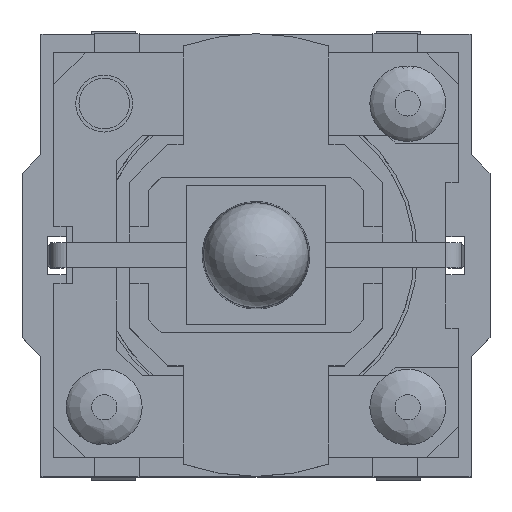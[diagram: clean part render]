
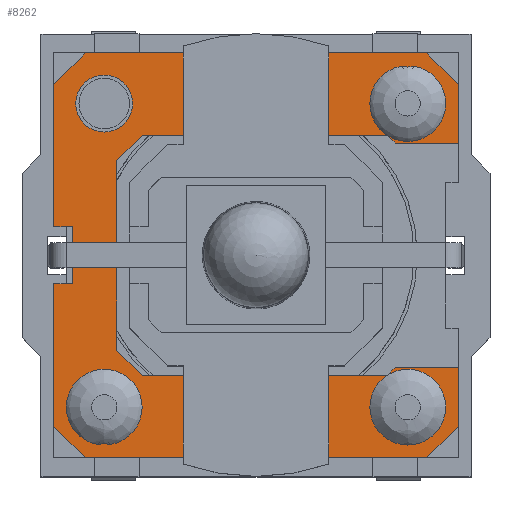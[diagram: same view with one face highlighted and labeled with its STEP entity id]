
A CAD part, top view. The second image highlights one B-rep face of the part: STEP entity #8262.
In plain terms, the highlighted planar face has unit normal (0, 0, 1).
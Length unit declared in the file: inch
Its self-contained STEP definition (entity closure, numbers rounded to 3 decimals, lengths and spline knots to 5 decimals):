
#7597=CARTESIAN_POINT('',(0.1063,0.12598,0.12992));
#7598=VERTEX_POINT('',#7597);
#7599=CARTESIAN_POINT('',(0.12598,0.1063,0.12992));
#7600=VERTEX_POINT('',#7599);
#7601=CARTESIAN_POINT('',(0.1063,0.12598,0.12992));
#7602=DIRECTION('',(0.707,-0.707,0.0));
#7603=VECTOR('',#7602,0.02784);
#7604=LINE('',#7601,#7603);
#7605=EDGE_CURVE('',#7598,#7600,#7604,.T.);
#7630=CARTESIAN_POINT('',(-0.1063,0.12598,0.12992));
#7631=VERTEX_POINT('',#7630);
#7638=CARTESIAN_POINT('',(-0.1063,0.12598,0.12992));
#7639=DIRECTION('',(1.0,0.0,0.0));
#7640=VECTOR('',#7639,0.2126);
#7641=LINE('',#7638,#7640);
#7642=EDGE_CURVE('',#7631,#7598,#7641,.T.);
#7652=CARTESIAN_POINT('',(-0.12598,0.1063,0.12992));
#7653=VERTEX_POINT('',#7652);
#7654=CARTESIAN_POINT('',(-0.12598,0.1063,0.12992));
#7655=DIRECTION('',(0.707,0.707,0.0));
#7656=VECTOR('',#7655,0.02784);
#7657=LINE('',#7654,#7656);
#7658=EDGE_CURVE('',#7653,#7631,#7657,.T.);
#7678=CARTESIAN_POINT('',(-0.12598,0.01772,0.12992));
#7679=VERTEX_POINT('',#7678);
#7686=CARTESIAN_POINT('',(-0.12598,0.01772,0.12992));
#7687=DIRECTION('',(0.0,1.0,0.0));
#7688=VECTOR('',#7687,0.08858);
#7689=LINE('',#7686,#7688);
#7690=EDGE_CURVE('',#7679,#7653,#7689,.T.);
#7700=CARTESIAN_POINT('',(-0.1063,-0.12598,0.12992));
#7701=VERTEX_POINT('',#7700);
#7702=CARTESIAN_POINT('',(-0.12598,-0.1063,0.12992));
#7703=VERTEX_POINT('',#7702);
#7704=CARTESIAN_POINT('',(-0.1063,-0.12598,0.12992));
#7705=DIRECTION('',(-0.707,0.707,0.0));
#7706=VECTOR('',#7705,0.02784);
#7707=LINE('',#7704,#7706);
#7708=EDGE_CURVE('',#7701,#7703,#7707,.T.);
#7733=CARTESIAN_POINT('',(0.1063,-0.12598,0.12992));
#7734=VERTEX_POINT('',#7733);
#7741=CARTESIAN_POINT('',(0.1063,-0.12598,0.12992));
#7742=DIRECTION('',(-1.0,0.0,0.0));
#7743=VECTOR('',#7742,0.2126);
#7744=LINE('',#7741,#7743);
#7745=EDGE_CURVE('',#7734,#7701,#7744,.T.);
#7755=CARTESIAN_POINT('',(0.12598,-0.1063,0.12992));
#7756=VERTEX_POINT('',#7755);
#7757=CARTESIAN_POINT('',(0.12598,-0.1063,0.12992));
#7758=DIRECTION('',(-0.707,-0.707,0.0));
#7759=VECTOR('',#7758,0.02784);
#7760=LINE('',#7757,#7759);
#7761=EDGE_CURVE('',#7756,#7734,#7760,.T.);
#7779=CARTESIAN_POINT('',(0.09449,-0.07677,0.12992));
#7780=VERTEX_POINT('',#7779);
#7781=CARTESIAN_POINT('',(0.09449,-0.09449,0.12992));
#7782=DIRECTION('',(0.0,0.0,-1.0));
#7783=DIRECTION('',(0.0,-1.0,0.0));
#7784=AXIS2_PLACEMENT_3D('',#7781,#7782,#7783);
#7785=CIRCLE('',#7784,0.01772);
#7786=EDGE_CURVE('',#7780,#7780,#7785,.T.);
#7799=CARTESIAN_POINT('',(0.09449,0.1122,0.12992));
#7800=VERTEX_POINT('',#7799);
#7801=CARTESIAN_POINT('',(0.09449,0.09449,0.12992));
#7802=DIRECTION('',(0.0,0.0,-1.0));
#7803=DIRECTION('',(0.0,-1.0,0.0));
#7804=AXIS2_PLACEMENT_3D('',#7801,#7802,#7803);
#7805=CIRCLE('',#7804,0.01772);
#7806=EDGE_CURVE('',#7800,#7800,#7805,.T.);
#7819=CARTESIAN_POINT('',(-0.09449,0.1122,0.12992));
#7820=VERTEX_POINT('',#7819);
#7821=CARTESIAN_POINT('',(-0.09449,0.09449,0.12992));
#7822=DIRECTION('',(0.0,0.0,-1.0));
#7823=DIRECTION('',(0.0,-1.0,0.0));
#7824=AXIS2_PLACEMENT_3D('',#7821,#7822,#7823);
#7825=CIRCLE('',#7824,0.01772);
#7826=EDGE_CURVE('',#7820,#7820,#7825,.T.);
#7839=CARTESIAN_POINT('',(-0.09449,-0.07677,0.12992));
#7840=VERTEX_POINT('',#7839);
#7841=CARTESIAN_POINT('',(-0.09449,-0.09449,0.12992));
#7842=DIRECTION('',(0.0,0.0,-1.0));
#7843=DIRECTION('',(0.0,-1.0,0.0));
#7844=AXIS2_PLACEMENT_3D('',#7841,#7842,#7843);
#7845=CIRCLE('',#7844,0.01772);
#7846=EDGE_CURVE('',#7840,#7840,#7845,.T.);
#7860=CARTESIAN_POINT('',(-0.12598,-0.01772,0.12992));
#7861=VERTEX_POINT('',#7860);
#7862=CARTESIAN_POINT('',(-0.12598,-0.1063,0.12992));
#7863=DIRECTION('',(0.0,1.0,0.0));
#7864=VECTOR('',#7863,0.08858);
#7865=LINE('',#7862,#7864);
#7866=EDGE_CURVE('',#7703,#7861,#7865,.T.);
#7883=CARTESIAN_POINT('',(-0.11417,-0.01772,0.12992));
#7884=VERTEX_POINT('',#7883);
#7885=CARTESIAN_POINT('',(-0.12598,-0.01772,0.12992));
#7886=DIRECTION('',(1.0,0.0,0.0));
#7887=VECTOR('',#7886,0.01181);
#7888=LINE('',#7885,#7887);
#7889=EDGE_CURVE('',#7861,#7884,#7888,.T.);
#7907=CARTESIAN_POINT('',(-0.11417,0.01772,0.12992));
#7908=VERTEX_POINT('',#7907);
#7909=CARTESIAN_POINT('',(-0.11417,-0.01772,0.12992));
#7910=DIRECTION('',(0.0,1.0,0.0));
#7911=VECTOR('',#7910,0.03543);
#7912=LINE('',#7909,#7911);
#7913=EDGE_CURVE('',#7884,#7908,#7912,.T.);
#7931=CARTESIAN_POINT('',(-0.11417,0.01772,0.12992));
#7932=DIRECTION('',(-1.0,0.0,0.0));
#7933=VECTOR('',#7932,0.01181);
#7934=LINE('',#7931,#7933);
#7935=EDGE_CURVE('',#7908,#7679,#7934,.T.);
#7949=CARTESIAN_POINT('',(0.12598,0.06988,0.12992));
#7950=VERTEX_POINT('',#7949);
#7951=CARTESIAN_POINT('',(0.12598,0.1063,0.12992));
#7952=DIRECTION('',(0.0,-1.0,0.0));
#7953=VECTOR('',#7952,0.03642);
#7954=LINE('',#7951,#7953);
#7955=EDGE_CURVE('',#7600,#7950,#7954,.T.);
#7972=CARTESIAN_POINT('',(0.08661,0.06988,0.12992));
#7973=VERTEX_POINT('',#7972);
#7974=CARTESIAN_POINT('',(0.12598,0.06988,0.12992));
#7975=DIRECTION('',(-1.0,0.0,0.0));
#7976=VECTOR('',#7975,0.03937);
#7977=LINE('',#7974,#7976);
#7978=EDGE_CURVE('',#7950,#7973,#7977,.T.);
#7996=CARTESIAN_POINT('',(0.08169,0.0748,0.12992));
#7997=VERTEX_POINT('',#7996);
#7998=CARTESIAN_POINT('',(0.08661,0.06988,0.12992));
#7999=DIRECTION('',(-0.707,0.707,0.0));
#8000=VECTOR('',#7999,0.00696);
#8001=LINE('',#7998,#8000);
#8002=EDGE_CURVE('',#7973,#7997,#8001,.T.);
#8020=CARTESIAN_POINT('',(-0.07087,0.0748,0.12992));
#8021=VERTEX_POINT('',#8020);
#8022=CARTESIAN_POINT('',(0.08169,0.0748,0.12992));
#8023=DIRECTION('',(-1.0,0.0,0.0));
#8024=VECTOR('',#8023,0.15256);
#8025=LINE('',#8022,#8024);
#8026=EDGE_CURVE('',#7997,#8021,#8025,.T.);
#8051=CARTESIAN_POINT('',(-0.08661,0.05906,0.12992));
#8052=VERTEX_POINT('',#8051);
#8053=CARTESIAN_POINT('',(-0.07087,0.0748,0.12992));
#8054=DIRECTION('',(-0.707,-0.707,0.0));
#8055=VECTOR('',#8054,0.02227);
#8056=LINE('',#8053,#8055);
#8057=EDGE_CURVE('',#8021,#8052,#8056,.T.);
#8075=CARTESIAN_POINT('',(-0.08661,-0.05906,0.12992));
#8076=VERTEX_POINT('',#8075);
#8077=CARTESIAN_POINT('',(-0.08661,0.05906,0.12992));
#8078=DIRECTION('',(0.0,-1.0,0.0));
#8079=VECTOR('',#8078,0.11811);
#8080=LINE('',#8077,#8079);
#8081=EDGE_CURVE('',#8052,#8076,#8080,.T.);
#8106=CARTESIAN_POINT('',(-0.07087,-0.0748,0.12992));
#8107=VERTEX_POINT('',#8106);
#8108=CARTESIAN_POINT('',(-0.08661,-0.05906,0.12992));
#8109=DIRECTION('',(0.707,-0.707,0.0));
#8110=VECTOR('',#8109,0.02227);
#8111=LINE('',#8108,#8110);
#8112=EDGE_CURVE('',#8076,#8107,#8111,.T.);
#8130=CARTESIAN_POINT('',(0.08169,-0.0748,0.12992));
#8131=VERTEX_POINT('',#8130);
#8132=CARTESIAN_POINT('',(-0.07087,-0.0748,0.12992));
#8133=DIRECTION('',(1.0,0.0,0.0));
#8134=VECTOR('',#8133,0.15256);
#8135=LINE('',#8132,#8134);
#8136=EDGE_CURVE('',#8107,#8131,#8135,.T.);
#8161=CARTESIAN_POINT('',(0.08661,-0.06988,0.12992));
#8162=VERTEX_POINT('',#8161);
#8163=CARTESIAN_POINT('',(0.08169,-0.0748,0.12992));
#8164=DIRECTION('',(0.707,0.707,0.0));
#8165=VECTOR('',#8164,0.00696);
#8166=LINE('',#8163,#8165);
#8167=EDGE_CURVE('',#8131,#8162,#8166,.T.);
#8185=CARTESIAN_POINT('',(0.12598,-0.06988,0.12992));
#8186=VERTEX_POINT('',#8185);
#8187=CARTESIAN_POINT('',(0.08661,-0.06988,0.12992));
#8188=DIRECTION('',(1.0,0.0,0.0));
#8189=VECTOR('',#8188,0.03937);
#8190=LINE('',#8187,#8189);
#8191=EDGE_CURVE('',#8162,#8186,#8190,.T.);
#8212=CARTESIAN_POINT('',(0.12598,-0.06988,0.12992));
#8213=DIRECTION('',(0.0,-1.0,0.0));
#8214=VECTOR('',#8213,0.03642);
#8215=LINE('',#8212,#8214);
#8216=EDGE_CURVE('',#8186,#7756,#8215,.T.);
#8221=CARTESIAN_POINT('',(0.13858,-0.13858,0.12992));
#8222=DIRECTION('',(0.0,0.0,1.0));
#8223=DIRECTION('',(1.0,0.0,0.0));
#8224=AXIS2_PLACEMENT_3D('',#8221,#8222,#8223);
#8225=PLANE('',#8224);
#8226=ORIENTED_EDGE('',*,*,#7605,.F.);
#8227=ORIENTED_EDGE('',*,*,#7642,.F.);
#8228=ORIENTED_EDGE('',*,*,#7658,.F.);
#8229=ORIENTED_EDGE('',*,*,#7690,.F.);
#8230=ORIENTED_EDGE('',*,*,#7935,.F.);
#8231=ORIENTED_EDGE('',*,*,#7913,.F.);
#8232=ORIENTED_EDGE('',*,*,#7889,.F.);
#8233=ORIENTED_EDGE('',*,*,#7866,.F.);
#8234=ORIENTED_EDGE('',*,*,#7708,.F.);
#8235=ORIENTED_EDGE('',*,*,#7745,.F.);
#8236=ORIENTED_EDGE('',*,*,#7761,.F.);
#8237=ORIENTED_EDGE('',*,*,#8216,.F.);
#8238=ORIENTED_EDGE('',*,*,#8191,.F.);
#8239=ORIENTED_EDGE('',*,*,#8167,.F.);
#8240=ORIENTED_EDGE('',*,*,#8136,.F.);
#8241=ORIENTED_EDGE('',*,*,#8112,.F.);
#8242=ORIENTED_EDGE('',*,*,#8081,.F.);
#8243=ORIENTED_EDGE('',*,*,#8057,.F.);
#8244=ORIENTED_EDGE('',*,*,#8026,.F.);
#8245=ORIENTED_EDGE('',*,*,#8002,.F.);
#8246=ORIENTED_EDGE('',*,*,#7978,.F.);
#8247=ORIENTED_EDGE('',*,*,#7955,.F.);
#8248=EDGE_LOOP('',(#8226,#8227,#8228,#8229,#8230,#8231,#8232,#8233,#8234,#8235,#8236,#8237,#8238,#8239,#8240,#8241,#8242,#8243,#8244,#8245,#8246,#8247));
#8249=FACE_OUTER_BOUND('',#8248,.T.);
#8250=ORIENTED_EDGE('',*,*,#7786,.T.);
#8251=EDGE_LOOP('',(#8250));
#8252=FACE_BOUND('',#8251,.T.);
#8253=ORIENTED_EDGE('',*,*,#7806,.T.);
#8254=EDGE_LOOP('',(#8253));
#8255=FACE_BOUND('',#8254,.T.);
#8256=ORIENTED_EDGE('',*,*,#7826,.T.);
#8257=EDGE_LOOP('',(#8256));
#8258=FACE_BOUND('',#8257,.T.);
#8259=ORIENTED_EDGE('',*,*,#7846,.T.);
#8260=EDGE_LOOP('',(#8259));
#8261=FACE_BOUND('',#8260,.T.);
#8262=ADVANCED_FACE('',(#8249,#8252,#8255,#8258,#8261),#8225,.T.);
